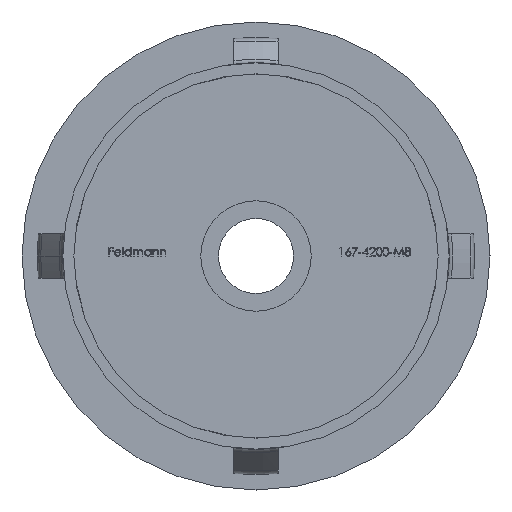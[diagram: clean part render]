
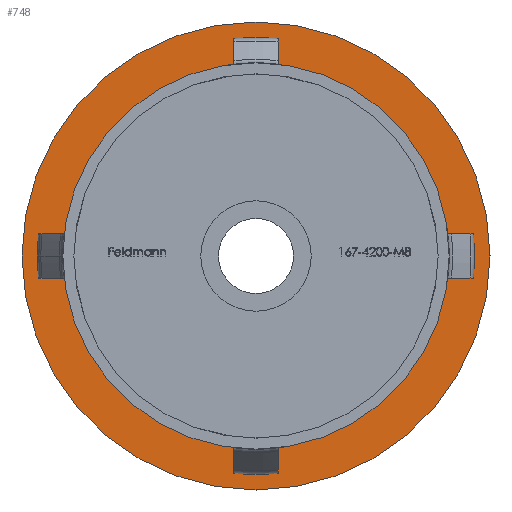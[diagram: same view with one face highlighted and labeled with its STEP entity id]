
A CAD part, front view. The second image highlights one B-rep face of the part: STEP entity #748.
In plain terms, the highlighted planar face has unit normal (0, -1, 0).
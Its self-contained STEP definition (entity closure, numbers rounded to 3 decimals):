
#81 = CARTESIAN_POINT ( 'NONE',  ( 17.5, 25.7, 0. ) ) ;
#286 = ORIENTED_EDGE ( 'NONE', *, *, #9298, .T. ) ;
#748 = ADVANCED_FACE ( 'NONE', ( #8242, #7853 ), #6525, .F. ) ;
#1544 = CIRCLE ( 'NONE', #2389, 21.2 ) ;
#2084 = EDGE_CURVE ( 'NONE', #5160, #3999, #12032, .T. ) ;
#2389 = AXIS2_PLACEMENT_3D ( 'NONE', #4882, #8829, #15206 ) ;
#2532 = DIRECTION ( 'NONE',  ( 0., 1., 0. ) ) ;
#3264 = EDGE_CURVE ( 'NONE', #11582, #4947, #9827, .T. ) ;
#3341 = EDGE_LOOP ( 'NONE', ( #5551, #15698 ) ) ;
#3355 = DIRECTION ( 'NONE',  ( -1., 0., 0. ) ) ;
#3999 = VERTEX_POINT ( 'NONE', #14752 ) ;
#4002 = CARTESIAN_POINT ( 'NONE',  ( 0., 25.7, 0. ) ) ;
#4221 = AXIS2_PLACEMENT_3D ( 'NONE', #9803, #2532, #3355 ) ;
#4304 = EDGE_LOOP ( 'NONE', ( #286, #8263 ) ) ;
#4882 = CARTESIAN_POINT ( 'NONE',  ( 0., 25.7, 0. ) ) ;
#4947 = VERTEX_POINT ( 'NONE', #8687 ) ;
#5146 = CARTESIAN_POINT ( 'NONE',  ( 0., 25.7, 0. ) ) ;
#5160 = VERTEX_POINT ( 'NONE', #8100 ) ;
#5203 = DIRECTION ( 'NONE',  ( 0., 1., 0. ) ) ;
#5357 = DIRECTION ( 'NONE',  ( -1., 0., 0. ) ) ;
#5551 = ORIENTED_EDGE ( 'NONE', *, *, #7171, .F. ) ;
#6371 = DIRECTION ( 'NONE',  ( -1., 0., 0. ) ) ;
#6525 = PLANE ( 'NONE',  #14553 ) ;
#7171 = EDGE_CURVE ( 'NONE', #3999, #5160, #1544, .T. ) ;
#7626 = DIRECTION ( 'NONE',  ( -1., 0., 0. ) ) ;
#7665 = CARTESIAN_POINT ( 'NONE',  ( 21.2, 25.7, 0. ) ) ;
#7853 = FACE_BOUND ( 'NONE', #4304, .T. ) ;
#7899 = CIRCLE ( 'NONE', #4221, 17.5 ) ;
#8100 = CARTESIAN_POINT ( 'NONE',  ( 21.2, 25.7, 0. ) ) ;
#8242 = FACE_OUTER_BOUND ( 'NONE', #3341, .T. ) ;
#8263 = ORIENTED_EDGE ( 'NONE', *, *, #3264, .T. ) ;
#8687 = CARTESIAN_POINT ( 'NONE',  ( -17.5, 25.7, 0. ) ) ;
#8829 = DIRECTION ( 'NONE',  ( 0., 1., 0. ) ) ;
#9298 = EDGE_CURVE ( 'NONE', #4947, #11582, #7899, .T. ) ;
#9803 = CARTESIAN_POINT ( 'NONE',  ( 0., 25.7, 0. ) ) ;
#9827 = CIRCLE ( 'NONE', #11257, 17.5 ) ;
#11257 = AXIS2_PLACEMENT_3D ( 'NONE', #5146, #5203, #7626 ) ;
#11582 = VERTEX_POINT ( 'NONE', #81 ) ;
#11805 = AXIS2_PLACEMENT_3D ( 'NONE', #4002, #12960, #5357 ) ;
#12032 = CIRCLE ( 'NONE', #11805, 21.2 ) ;
#12838 = DIRECTION ( 'NONE',  ( 0., 1., 0. ) ) ;
#12960 = DIRECTION ( 'NONE',  ( 0., 1., 0. ) ) ;
#14553 = AXIS2_PLACEMENT_3D ( 'NONE', #7665, #12838, #6371 ) ;
#14752 = CARTESIAN_POINT ( 'NONE',  ( -21.2, 25.7, 0. ) ) ;
#15206 = DIRECTION ( 'NONE',  ( -1., 0., 0. ) ) ;
#15698 = ORIENTED_EDGE ( 'NONE', *, *, #2084, .F. ) ;
